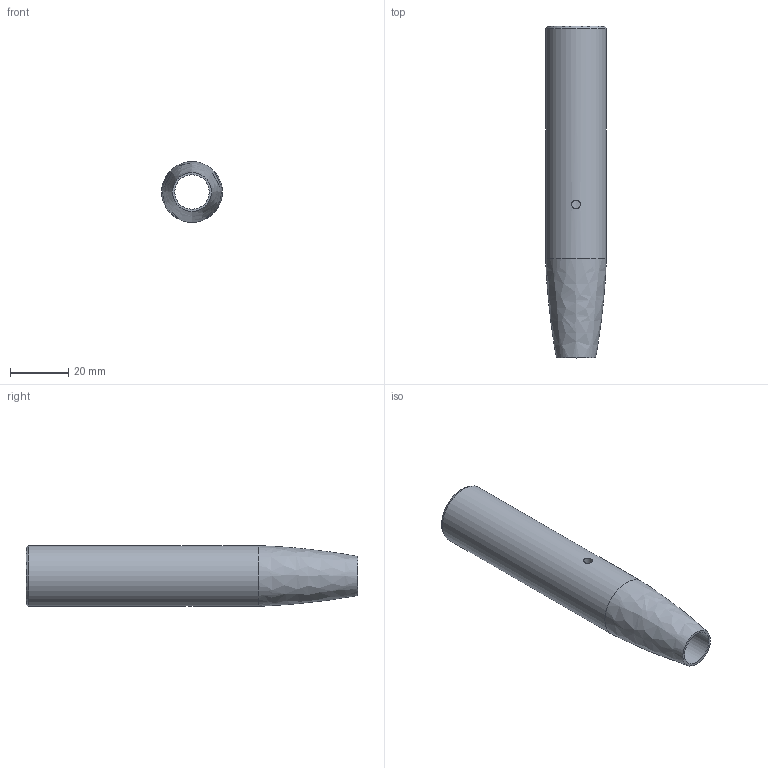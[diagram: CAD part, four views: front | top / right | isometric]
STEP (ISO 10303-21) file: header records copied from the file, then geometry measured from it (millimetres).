
FILE_DESCRIPTION(/* description */ (''),/* implementation_level */ '2;1');
FILE_NAME(/* name */ 'Light Pen Body.step',/* time_stamp */ '2025-05-01T12:51:59-04:00',/* author */ (''),/* organization */ (''),/* preprocessor_version */ 'ST-DEVELOPER v20.1',/* originating_system */ 'Autodesk Translation Framework v14.4.0.0',/* authorisation */ '');
FILE_SCHEMA (('AUTOMOTIVE_DESIGN { 1 0 10303 214 3 1 1 }'));
Length unit declared in the file: millimetre
Products named in the file (1): Light Pen Assembly
Bounding box: 20.78 x 113.5 x 20.78 mm (x, y, z)
Volume: 15409 mm3; surface area: 13962.4 mm2
Topology: 1 solids, 1 shells, 44 faces, 126 edges, 84 vertices
Faces by surface type: plane 35, cylinder 7, bspline 1, cone 1
Full cylindrical faces by diameter (mm): 3 x1, 3.5 x1, 11.78 x1, 20.78 x1
Entity records: 1569 total; most frequent: CARTESIAN_POINT 349, ORIENTED_EDGE 252, DIRECTION 232, EDGE_CURVE 126, LINE 100, VECTOR 100, VERTEX_POINT 84, AXIS2_PLACEMENT_3D 66
